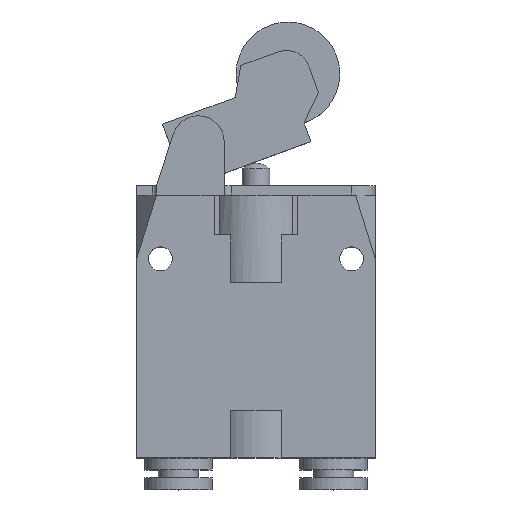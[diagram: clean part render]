
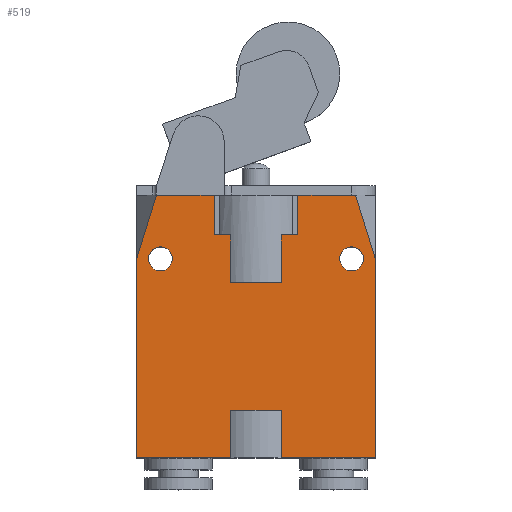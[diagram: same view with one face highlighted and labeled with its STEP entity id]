
A CAD part, top view. The second image highlights one B-rep face of the part: STEP entity #519.
In plain terms, the highlighted planar face has unit normal (0, 0, 1).
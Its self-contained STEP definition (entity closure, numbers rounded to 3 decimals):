
#519 = ADVANCED_FACE( '', ( #1098, #1099, #1100 ), #1101, .T. );
#1098 = FACE_OUTER_BOUND( '', #1721, .T. );
#1099 = FACE_BOUND( '', #1722, .T. );
#1100 = FACE_BOUND( '', #1723, .T. );
#1101 = PLANE( '', #1724 );
#1721 = EDGE_LOOP( '', ( #3113, #3114, #3115, #3116, #3117, #3118, #3119, #3120, #3121, #3122, #3123, #3124, #3125, #3126, #3127, #3128, #3129, #3130, #3131, #3132 ) );
#1722 = EDGE_LOOP( '', ( #3133 ) );
#1723 = EDGE_LOOP( '', ( #3134 ) );
#1724 = AXIS2_PLACEMENT_3D( '', #3135, #3136, #3137 );
#3113 = ORIENTED_EDGE( '', *, *, #3642, .F. );
#3114 = ORIENTED_EDGE( '', *, *, #3855, .T. );
#3115 = ORIENTED_EDGE( '', *, *, #3660, .F. );
#3116 = ORIENTED_EDGE( '', *, *, #3967, .T. );
#3117 = ORIENTED_EDGE( '', *, *, #4140, .T. );
#3118 = ORIENTED_EDGE( '', *, *, #3918, .T. );
#3119 = ORIENTED_EDGE( '', *, *, #4141, .F. );
#3120 = ORIENTED_EDGE( '', *, *, #4142, .T. );
#3121 = ORIENTED_EDGE( '', *, *, #4143, .F. );
#3122 = ORIENTED_EDGE( '', *, *, #4097, .F. );
#3123 = ORIENTED_EDGE( '', *, *, #4144, .F. );
#3124 = ORIENTED_EDGE( '', *, *, #3767, .F. );
#3125 = ORIENTED_EDGE( '', *, *, #3684, .T. );
#3126 = ORIENTED_EDGE( '', *, *, #4145, .F. );
#3127 = ORIENTED_EDGE( '', *, *, #4146, .T. );
#3128 = ORIENTED_EDGE( '', *, *, #4147, .T. );
#3129 = ORIENTED_EDGE( '', *, *, #3905, .F. );
#3130 = ORIENTED_EDGE( '', *, *, #4070, .F. );
#3131 = ORIENTED_EDGE( '', *, *, #4148, .T. );
#3132 = ORIENTED_EDGE( '', *, *, #3957, .T. );
#3133 = ORIENTED_EDGE( '', *, *, #4050, .F. );
#3134 = ORIENTED_EDGE( '', *, *, #4149, .F. );
#3135 = CARTESIAN_POINT( '', ( 0., 0., 7.5 ) );
#3136 = DIRECTION( '', ( 0., 0., 1. ) );
#3137 = DIRECTION( '', ( 1., 0., 0. ) );
#3642 = EDGE_CURVE( '', #4352, #4354, #4355, .T. );
#3660 = EDGE_CURVE( '', #4385, #4386, #4387, .T. );
#3684 = EDGE_CURVE( '', #4427, #4425, #4428, .T. );
#3767 = EDGE_CURVE( '', #4427, #4562, #4563, .T. );
#3855 = EDGE_CURVE( '', #4352, #4386, #4705, .T. );
#3905 = EDGE_CURVE( '', #4781, #4784, #4785, .T. );
#3918 = EDGE_CURVE( '', #4800, #4803, #4805, .T. );
#3957 = EDGE_CURVE( '', #4857, #4354, #4858, .T. );
#3967 = EDGE_CURVE( '', #4385, #4874, #4876, .T. );
#4050 = EDGE_CURVE( '', #4992, #4992, #4993, .T. );
#4070 = EDGE_CURVE( '', #5017, #4781, #5018, .T. );
#4097 = EDGE_CURVE( '', #5053, #5055, #5056, .T. );
#4140 = EDGE_CURVE( '', #4874, #4800, #5108, .T. );
#4141 = EDGE_CURVE( '', #5109, #4803, #5110, .T. );
#4142 = EDGE_CURVE( '', #5109, #5111, #5112, .T. );
#4143 = EDGE_CURVE( '', #5055, #5111, #5113, .T. );
#4144 = EDGE_CURVE( '', #4562, #5053, #5114, .T. );
#4145 = EDGE_CURVE( '', #5115, #4425, #5116, .T. );
#4146 = EDGE_CURVE( '', #5115, #5117, #5118, .T. );
#4147 = EDGE_CURVE( '', #5117, #4784, #5119, .T. );
#4148 = EDGE_CURVE( '', #5017, #4857, #5120, .T. );
#4149 = EDGE_CURVE( '', #5121, #5121, #5122, .T. );
#4352 = VERTEX_POINT( '', #5402 );
#4354 = VERTEX_POINT( '', #5405 );
#4355 = LINE( '', #5406, #5407 );
#4385 = VERTEX_POINT( '', #5444 );
#4386 = VERTEX_POINT( '', #5445 );
#4387 = LINE( '', #5446, #5447 );
#4425 = VERTEX_POINT( '', #5498 );
#4427 = VERTEX_POINT( '', #5501 );
#4428 = LINE( '', #5502, #5503 );
#4562 = VERTEX_POINT( '', #5686 );
#4563 = LINE( '', #5687, #5688 );
#4705 = LINE( '', #5920, #5921 );
#4781 = VERTEX_POINT( '', #6022 );
#4784 = VERTEX_POINT( '', #6026 );
#4785 = LINE( '', #6027, #6028 );
#4800 = VERTEX_POINT( '', #6050 );
#4803 = VERTEX_POINT( '', #6054 );
#4805 = LINE( '', #6057, #6058 );
#4857 = VERTEX_POINT( '', #6129 );
#4858 = LINE( '', #6130, #6131 );
#4874 = VERTEX_POINT( '', #6154 );
#4876 = LINE( '', #6157, #6158 );
#4992 = VERTEX_POINT( '', #6351 );
#4993 = CIRCLE( '', #6352, 1.5 );
#5017 = VERTEX_POINT( '', #6385 );
#5018 = LINE( '', #6386, #6387 );
#5053 = VERTEX_POINT( '', #6438 );
#5055 = VERTEX_POINT( '', #6441 );
#5056 = LINE( '', #6442, #6443 );
#5108 = LINE( '', #6554, #6555 );
#5109 = VERTEX_POINT( '', #6556 );
#5110 = LINE( '', #6557, #6558 );
#5111 = VERTEX_POINT( '', #6559 );
#5112 = LINE( '', #6560, #6561 );
#5113 = LINE( '', #6562, #6563 );
#5114 = LINE( '', #6564, #6565 );
#5115 = VERTEX_POINT( '', #6566 );
#5116 = LINE( '', #6567, #6568 );
#5117 = VERTEX_POINT( '', #6569 );
#5118 = LINE( '', #6570, #6571 );
#5119 = LINE( '', #6572, #6573 );
#5120 = LINE( '', #6574, #6575 );
#5121 = VERTEX_POINT( '', #6576 );
#5122 = CIRCLE( '', #6577, 1.5 );
#5402 = CARTESIAN_POINT( '', ( -3.2, -27., 7.5 ) );
#5405 = CARTESIAN_POINT( '', ( -3.2, -33., 7.5 ) );
#5406 = CARTESIAN_POINT( '', ( -3.2, 0., 7.5 ) );
#5407 = VECTOR( '', #6775, 1000. );
#5444 = CARTESIAN_POINT( '', ( 3.2, -33., 7.5 ) );
#5445 = CARTESIAN_POINT( '', ( 3.2, -27., 7.5 ) );
#5446 = CARTESIAN_POINT( '', ( 3.2, 0., 7.5 ) );
#5447 = VECTOR( '', #6801, 1000. );
#5498 = CARTESIAN_POINT( '', ( -3.2, -5., 7.5 ) );
#5501 = CARTESIAN_POINT( '', ( -3.2, -11., 7.5 ) );
#5502 = CARTESIAN_POINT( '', ( -3.2, -11., 7.5 ) );
#5503 = VECTOR( '', #6828, 1000. );
#5686 = CARTESIAN_POINT( '', ( 3.2, -11., 7.5 ) );
#5687 = CARTESIAN_POINT( '', ( -3.2, -11., 7.5 ) );
#5688 = VECTOR( '', #6920, 1000. );
#5920 = CARTESIAN_POINT( '', ( -3.2, -27., 7.5 ) );
#5921 = VECTOR( '', #7029, 1000. );
#6022 = CARTESIAN_POINT( '', ( -14.975, -8., 7.5 ) );
#6026 = CARTESIAN_POINT( '', ( -12.5, 0., 7.5 ) );
#6027 = CARTESIAN_POINT( '', ( -11.408, 3.53, 7.5 ) );
#6028 = VECTOR( '', #7086, 1000. );
#6050 = CARTESIAN_POINT( '', ( 15., -8., 7.5 ) );
#6054 = CARTESIAN_POINT( '', ( 14.975, -8., 7.5 ) );
#6057 = CARTESIAN_POINT( '', ( 0., -8., 7.5 ) );
#6058 = VECTOR( '', #7096, 1000. );
#6129 = CARTESIAN_POINT( '', ( -15., -33., 7.5 ) );
#6130 = CARTESIAN_POINT( '', ( -15., -33., 7.5 ) );
#6131 = VECTOR( '', #7146, 1000. );
#6154 = CARTESIAN_POINT( '', ( 15., -33., 7.5 ) );
#6157 = CARTESIAN_POINT( '', ( -15., -33., 7.5 ) );
#6158 = VECTOR( '', #7158, 1000. );
#6351 = CARTESIAN_POINT( '', ( -10.5, -8., 7.5 ) );
#6352 = AXIS2_PLACEMENT_3D( '', #7272, #7273, #7274 );
#6385 = CARTESIAN_POINT( '', ( -15., -8., 7.5 ) );
#6386 = CARTESIAN_POINT( '', ( 0., -8., 7.5 ) );
#6387 = VECTOR( '', #7290, 1000. );
#6438 = CARTESIAN_POINT( '', ( 3.2, -5., 7.5 ) );
#6441 = CARTESIAN_POINT( '', ( 5.25, -5., 7.5 ) );
#6442 = CARTESIAN_POINT( '', ( -5.25, -5., 7.5 ) );
#6443 = VECTOR( '', #7311, 1000. );
#6554 = CARTESIAN_POINT( '', ( 15., -33., 7.5 ) );
#6555 = VECTOR( '', #7341, 1000. );
#6556 = CARTESIAN_POINT( '', ( 12.5, 0., 7.5 ) );
#6557 = CARTESIAN_POINT( '', ( 11.408, 3.53, 7.5 ) );
#6558 = VECTOR( '', #7342, 1000. );
#6559 = CARTESIAN_POINT( '', ( 5.25, 0., 7.5 ) );
#6560 = CARTESIAN_POINT( '', ( 15., 0., 7.5 ) );
#6561 = VECTOR( '', #7343, 1000. );
#6562 = CARTESIAN_POINT( '', ( 5.25, -5., 7.5 ) );
#6563 = VECTOR( '', #7344, 1000. );
#6564 = CARTESIAN_POINT( '', ( 3.2, -11., 7.5 ) );
#6565 = VECTOR( '', #7345, 1000. );
#6566 = CARTESIAN_POINT( '', ( -5.25, -5., 7.5 ) );
#6567 = CARTESIAN_POINT( '', ( -5.25, -5., 7.5 ) );
#6568 = VECTOR( '', #7346, 1000. );
#6569 = CARTESIAN_POINT( '', ( -5.25, 0., 7.5 ) );
#6570 = CARTESIAN_POINT( '', ( -5.25, -5., 7.5 ) );
#6571 = VECTOR( '', #7347, 1000. );
#6572 = CARTESIAN_POINT( '', ( 15., 0., 7.5 ) );
#6573 = VECTOR( '', #7348, 1000. );
#6574 = CARTESIAN_POINT( '', ( -15., 0., 7.5 ) );
#6575 = VECTOR( '', #7349, 1000. );
#6576 = CARTESIAN_POINT( '', ( 13.5, -8., 7.5 ) );
#6577 = AXIS2_PLACEMENT_3D( '', #7350, #7351, #7352 );
#6775 = DIRECTION( '', ( 0., -1., 0. ) );
#6801 = DIRECTION( '', ( 0., 1., 0. ) );
#6828 = DIRECTION( '', ( 0., 1., 0. ) );
#6920 = DIRECTION( '', ( 1., 0., 0. ) );
#7029 = DIRECTION( '', ( 1., 0., 0. ) );
#7086 = DIRECTION( '', ( 0.296, 0.955, 0. ) );
#7096 = DIRECTION( '', ( -1., 0., 0. ) );
#7146 = DIRECTION( '', ( 1., 0., 0. ) );
#7158 = DIRECTION( '', ( 1., 0., 0. ) );
#7272 = CARTESIAN_POINT( '', ( -12., -8., 7.5 ) );
#7273 = DIRECTION( '', ( 0., 0., 1. ) );
#7274 = DIRECTION( '', ( 1., 0., 0. ) );
#7290 = DIRECTION( '', ( 1., 0., 0. ) );
#7311 = DIRECTION( '', ( 1., 0., 0. ) );
#7341 = DIRECTION( '', ( 0., 1., 0. ) );
#7342 = DIRECTION( '', ( 0.296, -0.955, 0. ) );
#7343 = DIRECTION( '', ( -1., 0., 0. ) );
#7344 = DIRECTION( '', ( 0., 1., 0. ) );
#7345 = DIRECTION( '', ( 0., 1., 0. ) );
#7346 = DIRECTION( '', ( 1., 0., 0. ) );
#7347 = DIRECTION( '', ( 0., 1., 0. ) );
#7348 = DIRECTION( '', ( -1., 0., 0. ) );
#7349 = DIRECTION( '', ( 0., -1., 0. ) );
#7350 = CARTESIAN_POINT( '', ( 12., -8., 7.5 ) );
#7351 = DIRECTION( '', ( 0., 0., 1. ) );
#7352 = DIRECTION( '', ( 1., 0., 0. ) );
